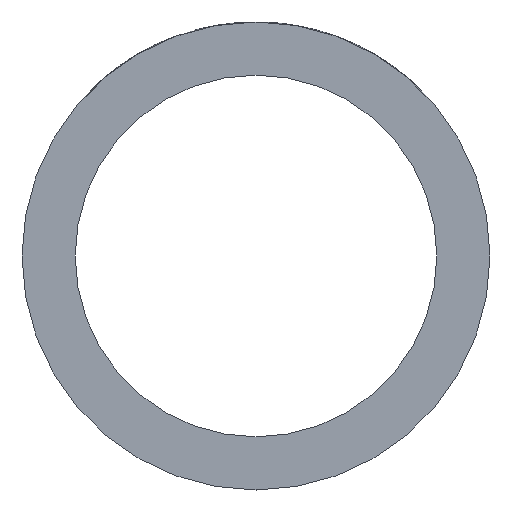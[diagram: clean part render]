
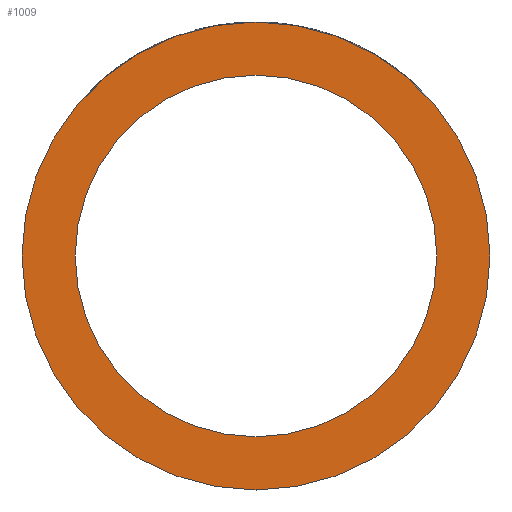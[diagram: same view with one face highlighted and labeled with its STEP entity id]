
A CAD part, front view. The second image highlights one B-rep face of the part: STEP entity #1009.
In plain terms, the highlighted planar face has unit normal (0, -1, 0).
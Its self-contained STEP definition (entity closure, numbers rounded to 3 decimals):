
#44 = CARTESIAN_POINT ( 'NONE',  ( 0., -3., 0. ) ) ;
#102 = ORIENTED_EDGE ( 'NONE', *, *, #841, .T. ) ;
#408 = CARTESIAN_POINT ( 'NONE',  ( 0., -3., 0. ) ) ;
#422 = CARTESIAN_POINT ( 'NONE',  ( 0., -3., 0. ) ) ;
#515 = CARTESIAN_POINT ( 'NONE',  ( 0., -3., 1.1 ) ) ;
#610 = FACE_BOUND ( 'NONE', #1077, .T. ) ;
#611 = CARTESIAN_POINT ( 'NONE',  ( 0., -3., -0.85 ) ) ;
#626 = VERTEX_POINT ( 'NONE', #2609 ) ;
#644 = EDGE_CURVE ( 'Defeature ausgef�hrt1_0+Defeature ausgef�hrt1_2+Defeature ausgef�hrt1_2+Defeature ausgef�hrt1_2', #2473, #626, #1670, .T. ) ;
#654 = DIRECTION ( 'NONE',  ( 0., 0., 1. ) ) ;
#668 = FACE_OUTER_BOUND ( 'NONE', #2188, .T. ) ;
#757 = CARTESIAN_POINT ( 'NONE',  ( 0., -3., 0. ) ) ;
#763 = DIRECTION ( 'NONE',  ( 0., 0., -1. ) ) ;
#831 = DIRECTION ( 'NONE',  ( 0., 1., 0. ) ) ;
#841 = EDGE_CURVE ( 'Defeature ausgef�hrt1_2+Defeature ausgef�hrt1_3+Defeature ausgef�hrt1_3+Defeature ausgef�hrt1_3', #1655, #1596, #2207, .T. ) ;
#962 = DIRECTION ( 'NONE',  ( 0., 1., 0. ) ) ;
#976 = AXIS2_PLACEMENT_3D ( 'NONE', #1959, #1123, #763 ) ;
#1009 = ADVANCED_FACE ( 'Defeature ausgef�hrt1_2', ( #610, #668 ), #1342, .T. ) ;
#1066 = EDGE_CURVE ( 'Defeature ausgef�hrt1_0+Defeature ausgef�hrt1_2+Defeature ausgef�hrt1_2+Defeature ausgef�hrt1_2', #626, #2473, #2139, .T. ) ;
#1077 = EDGE_LOOP ( 'NONE', ( #102, #2306 ) ) ;
#1123 = DIRECTION ( 'NONE',  ( 0., -1., 0. ) ) ;
#1192 = AXIS2_PLACEMENT_3D ( 'NONE', #757, #962, #2366 ) ;
#1217 = CARTESIAN_POINT ( 'NONE',  ( 0., -3., 0.85 ) ) ;
#1234 = EDGE_CURVE ( 'Defeature ausgef�hrt1_2+Defeature ausgef�hrt1_3+Defeature ausgef�hrt1_3+Defeature ausgef�hrt1_3', #1596, #1655, #1958, .T. ) ;
#1342 = PLANE ( 'NONE',  #976 ) ;
#1388 = AXIS2_PLACEMENT_3D ( 'NONE', #408, #831, #1613 ) ;
#1440 = DIRECTION ( 'NONE',  ( 0., 1., 0. ) ) ;
#1596 = VERTEX_POINT ( 'NONE', #611 ) ;
#1613 = DIRECTION ( 'NONE',  ( 0., 0., 1. ) ) ;
#1655 = VERTEX_POINT ( 'NONE', #1217 ) ;
#1670 = CIRCLE ( 'NONE', #1388, 1.1 ) ;
#1888 = ORIENTED_EDGE ( 'NONE', *, *, #644, .F. ) ;
#1958 = CIRCLE ( 'NONE', #2401, 0.85 ) ;
#1959 = CARTESIAN_POINT ( 'NONE',  ( -1.1, -3., 0. ) ) ;
#2139 = CIRCLE ( 'NONE', #1192, 1.1 ) ;
#2155 = ORIENTED_EDGE ( 'NONE', *, *, #1066, .F. ) ;
#2188 = EDGE_LOOP ( 'NONE', ( #1888, #2155 ) ) ;
#2207 = CIRCLE ( 'NONE', #2454, 0.85 ) ;
#2245 = DIRECTION ( 'NONE',  ( 0., 0., 1. ) ) ;
#2306 = ORIENTED_EDGE ( 'NONE', *, *, #1234, .T. ) ;
#2366 = DIRECTION ( 'NONE',  ( 0., 0., 1. ) ) ;
#2401 = AXIS2_PLACEMENT_3D ( 'NONE', #422, #2427, #2245 ) ;
#2427 = DIRECTION ( 'NONE',  ( 0., 1., 0. ) ) ;
#2454 = AXIS2_PLACEMENT_3D ( 'NONE', #44, #1440, #654 ) ;
#2473 = VERTEX_POINT ( 'NONE', #515 ) ;
#2609 = CARTESIAN_POINT ( 'NONE',  ( 0., -3., -1.1 ) ) ;
